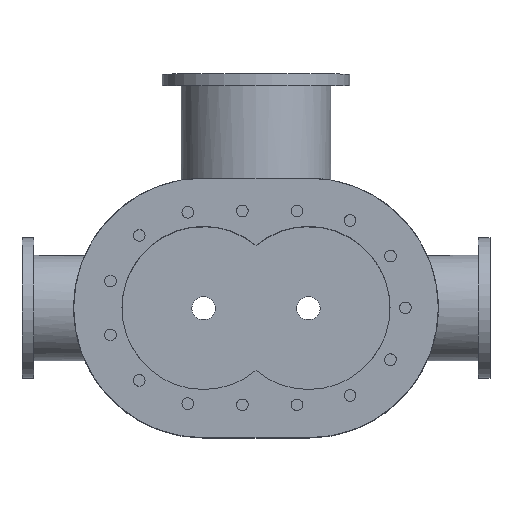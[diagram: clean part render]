
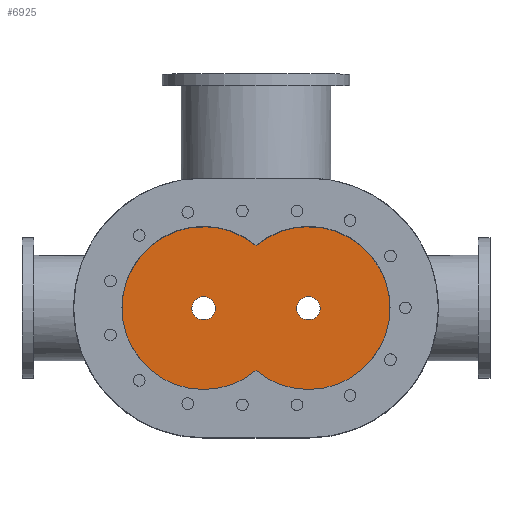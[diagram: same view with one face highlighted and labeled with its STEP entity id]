
A CAD part, top view. The second image highlights one B-rep face of the part: STEP entity #6925.
In plain terms, the highlighted planar face has unit normal (0, 0, 1).
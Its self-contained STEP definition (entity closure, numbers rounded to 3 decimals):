
#39 = CARTESIAN_POINT ( 'NONE',  ( 44.845, 0., -65. ) ) ;
#502 = DIRECTION ( 'NONE',  ( -1., 0., 0. ) ) ;
#535 = DIRECTION ( 'NONE',  ( 0., 0., -1. ) ) ;
#957 = CIRCLE ( 'NONE', #4140, 69.75 ) ;
#1676 = EDGE_CURVE ( 'NONE', #3908, #4573, #957, .T. ) ;
#1744 = FACE_BOUND ( 'NONE', #6720, .T. ) ;
#1784 = DIRECTION ( 'NONE',  ( 0., 0., -1. ) ) ;
#1826 = CIRCLE ( 'NONE', #3531, 69.75 ) ;
#2041 = CIRCLE ( 'NONE', #5681, 10. ) ;
#2181 = AXIS2_PLACEMENT_3D ( 'NONE', #2835, #5020, #4464 ) ;
#2193 = DIRECTION ( 'NONE',  ( -1., 0., 0. ) ) ;
#2442 = EDGE_LOOP ( 'NONE', ( #6909 ) ) ;
#2509 = CARTESIAN_POINT ( 'NONE',  ( 34.845, 0., -65. ) ) ;
#2725 = DIRECTION ( 'NONE',  ( 0., 0., -1. ) ) ;
#2835 = CARTESIAN_POINT ( 'NONE',  ( 0., 0., -65. ) ) ;
#2969 = CARTESIAN_POINT ( 'NONE',  ( 0., -53.423, -65. ) ) ;
#3248 = CARTESIAN_POINT ( 'NONE',  ( -44.845, 0., -65. ) ) ;
#3404 = CIRCLE ( 'NONE', #3632, 10. ) ;
#3484 = CARTESIAN_POINT ( 'NONE',  ( -44.845, 0., -65. ) ) ;
#3531 = AXIS2_PLACEMENT_3D ( 'NONE', #39, #535, #6498 ) ;
#3632 = AXIS2_PLACEMENT_3D ( 'NONE', #6543, #2725, #2193 ) ;
#3908 = VERTEX_POINT ( 'NONE', #2969 ) ;
#3914 = FACE_OUTER_BOUND ( 'NONE', #4310, .T. ) ;
#4045 = VERTEX_POINT ( 'NONE', #2509 ) ;
#4089 = ORIENTED_EDGE ( 'NONE', *, *, #1676, .F. ) ;
#4140 = AXIS2_PLACEMENT_3D ( 'NONE', #3484, #1784, #6198 ) ;
#4310 = EDGE_LOOP ( 'NONE', ( #4357, #4089 ) ) ;
#4357 = ORIENTED_EDGE ( 'NONE', *, *, #6382, .F. ) ;
#4464 = DIRECTION ( 'NONE',  ( -1., 0., 0. ) ) ;
#4573 = VERTEX_POINT ( 'NONE', #4737 ) ;
#4737 = CARTESIAN_POINT ( 'NONE',  ( 0., 53.423, -65. ) ) ;
#5020 = DIRECTION ( 'NONE',  ( 0., 0., -1. ) ) ;
#5153 = EDGE_CURVE ( 'NONE', #4045, #4045, #3404, .T. ) ;
#5259 = CARTESIAN_POINT ( 'NONE',  ( -54.845, 0., -65. ) ) ;
#5507 = EDGE_CURVE ( 'NONE', #6262, #6262, #2041, .T. ) ;
#5681 = AXIS2_PLACEMENT_3D ( 'NONE', #3248, #7023, #502 ) ;
#6086 = PLANE ( 'NONE',  #2181 ) ;
#6198 = DIRECTION ( 'NONE',  ( -1., 0., 0. ) ) ;
#6262 = VERTEX_POINT ( 'NONE', #5259 ) ;
#6382 = EDGE_CURVE ( 'NONE', #4573, #3908, #1826, .T. ) ;
#6498 = DIRECTION ( 'NONE',  ( -1., 0., 0. ) ) ;
#6543 = CARTESIAN_POINT ( 'NONE',  ( 44.845, 0., -65. ) ) ;
#6623 = FACE_BOUND ( 'NONE', #2442, .T. ) ;
#6720 = EDGE_LOOP ( 'NONE', ( #7050 ) ) ;
#6909 = ORIENTED_EDGE ( 'NONE', *, *, #5153, .T. ) ;
#6925 = ADVANCED_FACE ( 'NONE', ( #6623, #1744, #3914 ), #6086, .F. ) ;
#7023 = DIRECTION ( 'NONE',  ( 0., 0., -1. ) ) ;
#7050 = ORIENTED_EDGE ( 'NONE', *, *, #5507, .T. ) ;
